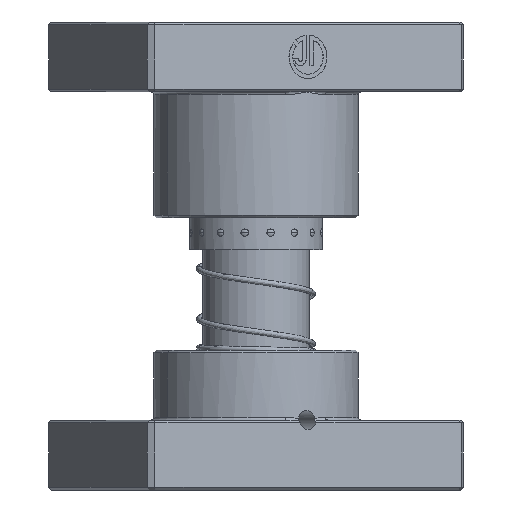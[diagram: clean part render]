
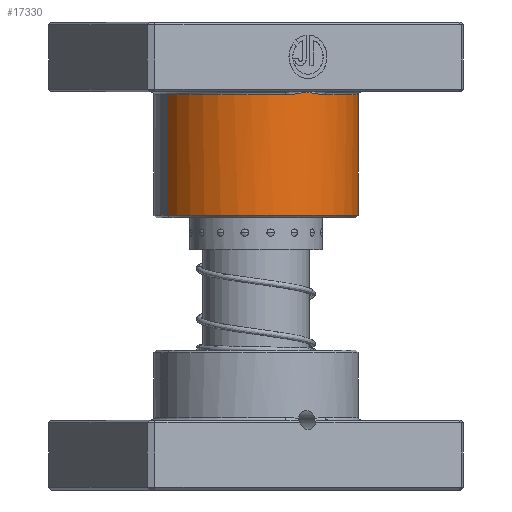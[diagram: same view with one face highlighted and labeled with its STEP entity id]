
A CAD part, front view. The second image highlights one B-rep face of the part: STEP entity #17330.
In plain terms, the highlighted cylindrical face has radius 36.5 mm (diameter 73 mm), a partial arc.
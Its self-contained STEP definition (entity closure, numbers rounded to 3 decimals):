
#1596 = CARTESIAN_POINT ( 'NONE',  ( -2.798, 36.399, 25.459 ) ) ;
#2885 = CARTESIAN_POINT ( 'NONE',  ( 0., 36.5, 25. ) ) ;
#3312 = AXIS2_PLACEMENT_3D ( 'NONE', #11747, #35750, #15195 ) ;
#4826 = CARTESIAN_POINT ( 'NONE',  ( 0., 0., 70. ) ) ;
#5092 = CARTESIAN_POINT ( 'NONE',  ( -4.89, 36.178, 25.754 ) ) ;
#5373 = CIRCLE ( 'NONE', #3312, 36.5 ) ;
#5745 = EDGE_CURVE ( 'NONE', #12115, #9060, #17073, .T. ) ;
#6444 = ORIENTED_EDGE ( 'NONE', *, *, #16998, .T. ) ;
#7174 = DIRECTION ( 'NONE',  ( 0., 0., -1. ) ) ;
#7748 = CARTESIAN_POINT ( 'NONE',  ( -0.349, 36.5, 25.059 ) ) ;
#7773 = AXIS2_PLACEMENT_3D ( 'NONE', #33614, #13073, #37050 ) ;
#8498 = CARTESIAN_POINT ( 'NONE',  ( -6.984, 35.833, 25.96 ) ) ;
#9060 = VERTEX_POINT ( 'NONE', #17743 ) ;
#9312 = CARTESIAN_POINT ( 'NONE',  ( 5.587, 36.077, 25.837 ) ) ;
#10084 = CIRCLE ( 'NONE', #7773, 36.5 ) ;
#11028 = VERTEX_POINT ( 'NONE', #2885 ) ;
#11189 = EDGE_LOOP ( 'NONE', ( #39917, #27452, #42804, #12583, #6444, #22671, #40044 ) ) ;
#11561 = FACE_OUTER_BOUND ( 'NONE', #11189, .T. ) ;
#11747 = CARTESIAN_POINT ( 'NONE',  ( 0., 0., 69. ) ) ;
#11954 = CARTESIAN_POINT ( 'NONE',  ( -8.373, 35.527, 26. ) ) ;
#12115 = VERTEX_POINT ( 'NONE', #20065 ) ;
#12138 = CARTESIAN_POINT ( 'NONE',  ( -36.5, 0., 26. ) ) ;
#12583 = ORIENTED_EDGE ( 'NONE', *, *, #36781, .T. ) ;
#12758 = CARTESIAN_POINT ( 'NONE',  ( 2.798, 36.42, 25.47 ) ) ;
#13073 = DIRECTION ( 'NONE',  ( 0., 0., 1. ) ) ;
#13968 = CIRCLE ( 'NONE', #25774, 36.5 ) ;
#15195 = DIRECTION ( 'NONE',  ( 1., 0., 0. ) ) ;
#16185 = CARTESIAN_POINT ( 'NONE',  ( 0., 36.5, 25. ) ) ;
#16998 = EDGE_CURVE ( 'NONE', #11028, #24781, #41345, .T. ) ;
#17073 = LINE ( 'NONE', #23942, #34282 ) ;
#17330 = ADVANCED_FACE ( 'NONE', ( #11561 ), #19581, .T. ) ;
#17743 = CARTESIAN_POINT ( 'NONE',  ( 36.5, 0., 26. ) ) ;
#17876 = CARTESIAN_POINT ( 'NONE',  ( 0., 0., 26. ) ) ;
#18420 = DIRECTION ( 'NONE',  ( 0., 0., -1. ) ) ;
#18492 = DIRECTION ( 'NONE',  ( 0., 0., -1. ) ) ;
#18674 = CARTESIAN_POINT ( 'NONE',  ( -0.701, 36.495, 25.118 ) ) ;
#19507 = CARTESIAN_POINT ( 'NONE',  ( 8.373, 35.527, 26. ) ) ;
#19581 = CYLINDRICAL_SURFACE ( 'NONE', #29001, 36.5 ) ;
#19760 = VERTEX_POINT ( 'NONE', #12138 ) ;
#20065 = CARTESIAN_POINT ( 'NONE',  ( 36.5, 0., 69. ) ) ;
#21051 = VERTEX_POINT ( 'NONE', #21565 ) ;
#21069 = CARTESIAN_POINT ( 'NONE',  ( -8.373, 35.527, 26. ) ) ;
#21364 = DIRECTION ( 'NONE',  ( 1., 0., 0. ) ) ;
#21565 = CARTESIAN_POINT ( 'NONE',  ( 8.373, 35.527, 26. ) ) ;
#21914 = DIRECTION ( 'NONE',  ( -1., 0., 0. ) ) ;
#22172 = CARTESIAN_POINT ( 'NONE',  ( -1.75, 36.46, 25.291 ) ) ;
#22671 = ORIENTED_EDGE ( 'NONE', *, *, #35369, .T. ) ;
#23942 = CARTESIAN_POINT ( 'NONE',  ( 36.5, 0., 70. ) ) ;
#24117 = EDGE_CURVE ( 'NONE', #38710, #19760, #33467, .T. ) ;
#24297 = VECTOR ( 'NONE', #18492, 1000. ) ;
#24781 = VERTEX_POINT ( 'NONE', #21069 ) ;
#25207 = B_SPLINE_CURVE_WITH_KNOTS ( 'NONE', 3,
 ( #19507, #40099, #29870, #9312, #33311, #12758, #36760, #16185 ),
 .UNSPECIFIED., .F., .F.,
 ( 4, 2, 2, 4 ),
 ( 0., 0.002, 0.004, 0.009 ),
 .UNSPECIFIED. ) ;
#25579 = CARTESIAN_POINT ( 'NONE',  ( -3.495, 36.339, 25.565 ) ) ;
#25774 = AXIS2_PLACEMENT_3D ( 'NONE', #17876, #41905, #21364 ) ;
#27452 = ORIENTED_EDGE ( 'NONE', *, *, #5745, .T. ) ;
#28591 = CARTESIAN_POINT ( 'NONE',  ( 0., 36.5, 25. ) ) ;
#29001 = AXIS2_PLACEMENT_3D ( 'NONE', #4826, #18420, #21914 ) ;
#29033 = CARTESIAN_POINT ( 'NONE',  ( -5.587, 36.077, 25.837 ) ) ;
#29870 = CARTESIAN_POINT ( 'NONE',  ( 6.984, 35.833, 25.96 ) ) ;
#32524 = CARTESIAN_POINT ( 'NONE',  ( -7.68, 35.69, 26. ) ) ;
#33311 = CARTESIAN_POINT ( 'NONE',  ( 4.89, 36.178, 25.754 ) ) ;
#33467 = LINE ( 'NONE', #35620, #24297 ) ;
#33614 = CARTESIAN_POINT ( 'NONE',  ( 0., 0., 26. ) ) ;
#34282 = VECTOR ( 'NONE', #7174, 1000. ) ;
#35369 = EDGE_CURVE ( 'NONE', #24781, #19760, #10084, .T. ) ;
#35620 = CARTESIAN_POINT ( 'NONE',  ( -36.5, 0., 70. ) ) ;
#35750 = DIRECTION ( 'NONE',  ( 0., 0., -1. ) ) ;
#35973 = CARTESIAN_POINT ( 'NONE',  ( -36.5, 0., 69. ) ) ;
#36760 = CARTESIAN_POINT ( 'NONE',  ( 1.403, 36.5, 25.235 ) ) ;
#36781 = EDGE_CURVE ( 'NONE', #21051, #11028, #25207, .T. ) ;
#37050 = DIRECTION ( 'NONE',  ( 1., 0., 0. ) ) ;
#38710 = VERTEX_POINT ( 'NONE', #35973 ) ;
#39917 = ORIENTED_EDGE ( 'NONE', *, *, #41251, .T. ) ;
#40044 = ORIENTED_EDGE ( 'NONE', *, *, #24117, .F. ) ;
#40099 = CARTESIAN_POINT ( 'NONE',  ( 7.68, 35.69, 26. ) ) ;
#41251 = EDGE_CURVE ( 'NONE', #38710, #12115, #5373, .T. ) ;
#41345 = B_SPLINE_CURVE_WITH_KNOTS ( 'NONE', 3,
 ( #28591, #7748, #18674, #42703, #22172, #1596, #25579, #5092, #29033, #8498, #32524, #11954 ),
 .UNSPECIFIED., .F., .F.,
 ( 4, 2, 2, 2, 2, 4 ),
 ( 0., 0.001, 0.002, 0.004, 0.006, 0.008 ),
 .UNSPECIFIED. ) ;
#41905 = DIRECTION ( 'NONE',  ( 0., 0., 1. ) ) ;
#42574 = EDGE_CURVE ( 'NONE', #9060, #21051, #13968, .T. ) ;
#42703 = CARTESIAN_POINT ( 'NONE',  ( -1.4, 36.475, 25.234 ) ) ;
#42804 = ORIENTED_EDGE ( 'NONE', *, *, #42574, .T. ) ;
